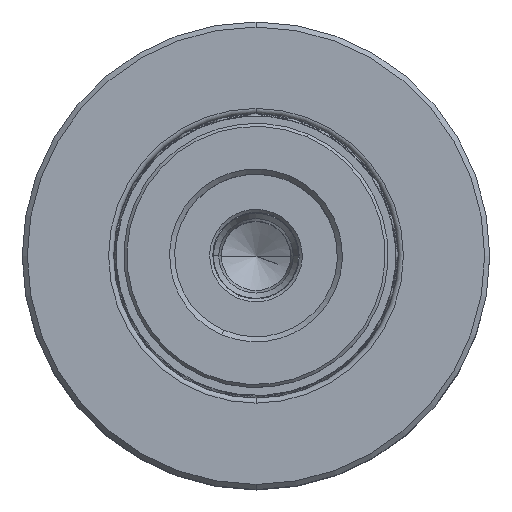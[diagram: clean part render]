
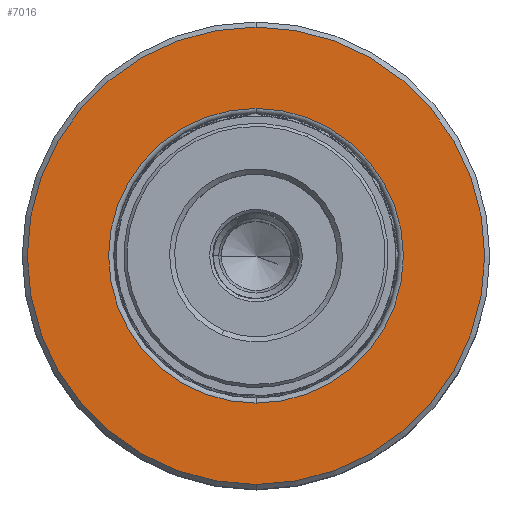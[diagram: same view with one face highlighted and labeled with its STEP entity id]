
A CAD part, top view. The second image highlights one B-rep face of the part: STEP entity #7016.
In plain terms, the highlighted face is planar.
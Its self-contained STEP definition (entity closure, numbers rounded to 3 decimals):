
#1070 = CARTESIAN_POINT ( 'NONE',  ( 0., 15.687, -22.5 ) ) ;
#1829 = DIRECTION ( 'NONE',  ( 0., 0., -1. ) ) ;
#3523 = FACE_OUTER_BOUND ( 'NONE', #15809, .T. ) ;
#4978 = DIRECTION ( 'NONE',  ( 0., -1., 0. ) ) ;
#6207 = PLANE ( 'NONE',  #38694 ) ;
#6545 = VERTEX_POINT ( 'NONE', #14036 ) ;
#7016 = ADVANCED_FACE ( 'NONE', ( #34266, #3523 ), #6207, .T. ) ;
#7049 = CIRCLE ( 'NONE', #16256, 22.5 ) ;
#7179 = ORIENTED_EDGE ( 'NONE', *, *, #23977, .F. ) ;
#8783 = CARTESIAN_POINT ( 'NONE',  ( 0., 15.687, 0. ) ) ;
#8995 = AXIS2_PLACEMENT_3D ( 'NONE', #30310, #26905, #33612 ) ;
#10337 = CARTESIAN_POINT ( 'NONE',  ( 0., 15.687, 0. ) ) ;
#11926 = EDGE_CURVE ( 'NONE', #23330, #20129, #25202, .T. ) ;
#14036 = CARTESIAN_POINT ( 'NONE',  ( 0., 15.687, 22.5 ) ) ;
#14149 = CARTESIAN_POINT ( 'NONE',  ( 0., 15.687, -14.5 ) ) ;
#15542 = CIRCLE ( 'NONE', #24255, 22.5 ) ;
#15809 = EDGE_LOOP ( 'NONE', ( #7179, #39614 ) ) ;
#16256 = AXIS2_PLACEMENT_3D ( 'NONE', #8783, #4978, #26690 ) ;
#17565 = EDGE_CURVE ( 'NONE', #6545, #19792, #15542, .T. ) ;
#19530 = CARTESIAN_POINT ( 'NONE',  ( 0., 15.687, 0. ) ) ;
#19792 = VERTEX_POINT ( 'NONE', #1070 ) ;
#20129 = VERTEX_POINT ( 'NONE', #23564 ) ;
#23330 = VERTEX_POINT ( 'NONE', #14149 ) ;
#23564 = CARTESIAN_POINT ( 'NONE',  ( 0., 15.687, 14.5 ) ) ;
#23820 = ORIENTED_EDGE ( 'NONE', *, *, #11926, .T. ) ;
#23977 = EDGE_CURVE ( 'NONE', #19792, #6545, #7049, .T. ) ;
#24255 = AXIS2_PLACEMENT_3D ( 'NONE', #19530, #30099, #1829 ) ;
#25202 = CIRCLE ( 'NONE', #8995, 14.5 ) ;
#26690 = DIRECTION ( 'NONE',  ( 0., 0., -1. ) ) ;
#26905 = DIRECTION ( 'NONE',  ( 0., -1., 0. ) ) ;
#28842 = CARTESIAN_POINT ( 'NONE',  ( 22.5, 15.687, 0. ) ) ;
#30099 = DIRECTION ( 'NONE',  ( 0., -1., 0. ) ) ;
#30310 = CARTESIAN_POINT ( 'NONE',  ( 0., 15.687, 0. ) ) ;
#32499 = EDGE_CURVE ( 'NONE', #20129, #23330, #34119, .T. ) ;
#32776 = EDGE_LOOP ( 'NONE', ( #23820, #44687 ) ) ;
#33612 = DIRECTION ( 'NONE',  ( 0., 0., -1. ) ) ;
#34119 = CIRCLE ( 'NONE', #36227, 14.5 ) ;
#34266 = FACE_BOUND ( 'NONE', #32776, .T. ) ;
#35246 = DIRECTION ( 'NONE',  ( 0., -1., 0. ) ) ;
#36227 = AXIS2_PLACEMENT_3D ( 'NONE', #10337, #35246, #38817 ) ;
#38694 = AXIS2_PLACEMENT_3D ( 'NONE', #28842, #38973, #39424 ) ;
#38817 = DIRECTION ( 'NONE',  ( 0., 0., -1. ) ) ;
#38973 = DIRECTION ( 'NONE',  ( 0., 1., 0. ) ) ;
#39424 = DIRECTION ( 'NONE',  ( 0., 0., 1. ) ) ;
#39614 = ORIENTED_EDGE ( 'NONE', *, *, #17565, .F. ) ;
#44687 = ORIENTED_EDGE ( 'NONE', *, *, #32499, .T. ) ;
